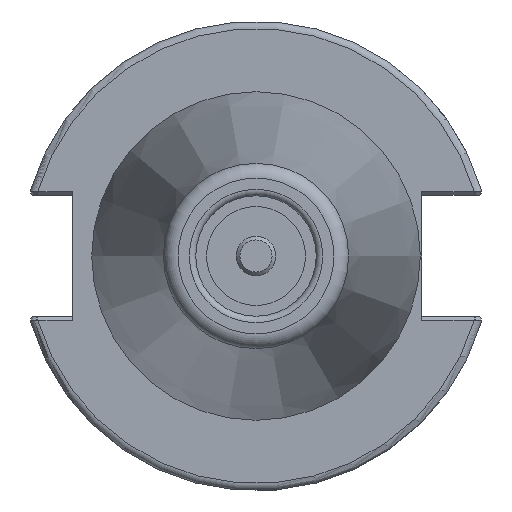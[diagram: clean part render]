
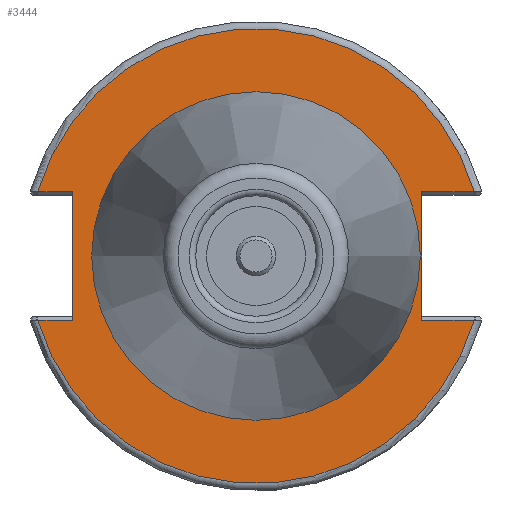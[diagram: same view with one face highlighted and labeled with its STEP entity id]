
A CAD part, left-side view. The second image highlights one B-rep face of the part: STEP entity #3444.
In plain terms, the highlighted planar face has unit normal (-1, 0, 0).
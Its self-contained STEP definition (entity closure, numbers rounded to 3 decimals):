
#104=FACE_BOUND('',#586,.T.);
#208=CIRCLE('',#3733,30.775);
#209=CIRCLE('',#3735,30.775);
#210=CIRCLE('',#3736,22.225);
#211=CIRCLE('',#3737,22.225);
#367=FACE_OUTER_BOUND('',#585,.T.);
#585=EDGE_LOOP('',(#2458,#2459,#2460,#2461,#2462,#2463,#2464,#2465));
#586=EDGE_LOOP('',(#2466,#2467));
#836=LINE('',#5321,#1132);
#838=LINE('',#5389,#1134);
#839=LINE('',#5391,#1135);
#840=LINE('',#5395,#1136);
#841=LINE('',#5397,#1137);
#842=LINE('',#5398,#1138);
#1132=VECTOR('',#4223,10.);
#1134=VECTOR('',#4241,10.);
#1135=VECTOR('',#4242,10.);
#1136=VECTOR('',#4245,10.);
#1137=VECTOR('',#4246,10.);
#1138=VECTOR('',#4247,10.);
#1461=VERTEX_POINT('',#5314);
#1464=VERTEX_POINT('',#5319);
#1470=VERTEX_POINT('',#5367);
#1472=VERTEX_POINT('',#5388);
#1473=VERTEX_POINT('',#5390);
#1474=VERTEX_POINT('',#5392);
#1475=VERTEX_POINT('',#5394);
#1476=VERTEX_POINT('',#5396);
#1477=VERTEX_POINT('',#5399);
#1478=VERTEX_POINT('',#5400);
#1827=EDGE_CURVE('',#1464,#1461,#836,.T.);
#1837=EDGE_CURVE('',#1461,#1470,#208,.T.);
#1840=EDGE_CURVE('',#1464,#1472,#838,.T.);
#1841=EDGE_CURVE('',#1473,#1472,#839,.T.);
#1842=EDGE_CURVE('',#1474,#1473,#209,.T.);
#1843=EDGE_CURVE('',#1475,#1474,#840,.T.);
#1844=EDGE_CURVE('',#1475,#1476,#841,.T.);
#1845=EDGE_CURVE('',#1470,#1476,#842,.T.);
#1846=EDGE_CURVE('',#1477,#1478,#210,.T.);
#1847=EDGE_CURVE('',#1478,#1477,#211,.T.);
#2458=ORIENTED_EDGE('',*,*,#1827,.F.);
#2459=ORIENTED_EDGE('',*,*,#1840,.T.);
#2460=ORIENTED_EDGE('',*,*,#1841,.F.);
#2461=ORIENTED_EDGE('',*,*,#1842,.F.);
#2462=ORIENTED_EDGE('',*,*,#1843,.F.);
#2463=ORIENTED_EDGE('',*,*,#1844,.T.);
#2464=ORIENTED_EDGE('',*,*,#1845,.F.);
#2465=ORIENTED_EDGE('',*,*,#1837,.F.);
#2466=ORIENTED_EDGE('',*,*,#1846,.T.);
#2467=ORIENTED_EDGE('',*,*,#1847,.T.);
#3291=PLANE('',#3734);
#3444=ADVANCED_FACE('',(#367,#104),#3291,.T.);
#3733=AXIS2_PLACEMENT_3D('',#5368,#4237,#4238);
#3734=AXIS2_PLACEMENT_3D('',#5387,#4239,#4240);
#3735=AXIS2_PLACEMENT_3D('',#5393,#4243,#4244);
#3736=AXIS2_PLACEMENT_3D('',#5401,#4248,#4249);
#3737=AXIS2_PLACEMENT_3D('',#5402,#4250,#4251);
#4223=DIRECTION('',(0.,-1.,0.));
#4237=DIRECTION('center_axis',(1.,0.,0.));
#4238=DIRECTION('ref_axis',(0.,0.,-1.));
#4239=DIRECTION('center_axis',(-1.,0.,0.));
#4240=DIRECTION('ref_axis',(0.,0.,1.));
#4241=DIRECTION('',(0.,0.,1.));
#4242=DIRECTION('',(0.,1.,0.));
#4243=DIRECTION('center_axis',(1.,0.,0.));
#4244=DIRECTION('ref_axis',(0.,0.,-1.));
#4245=DIRECTION('',(0.,1.,0.));
#4246=DIRECTION('',(0.,0.,-1.));
#4247=DIRECTION('',(0.,-1.,0.));
#4248=DIRECTION('center_axis',(1.,0.,0.));
#4249=DIRECTION('ref_axis',(0.,0.,-1.));
#4250=DIRECTION('center_axis',(1.,0.,0.));
#4251=DIRECTION('ref_axis',(0.,0.,-1.));
#5314=CARTESIAN_POINT('',(3.175,-29.523,-8.69));
#5319=CARTESIAN_POINT('',(3.175,-22.41,-8.69));
#5321=CARTESIAN_POINT('',(3.175,-4.878,-8.69));
#5367=CARTESIAN_POINT('',(3.175,29.523,-8.69));
#5368=CARTESIAN_POINT('Origin',(3.175,0.,
0.));
#5387=CARTESIAN_POINT('Origin',(3.175,30.775,0.));
#5388=CARTESIAN_POINT('',(3.175,-22.41,8.69));
#5389=CARTESIAN_POINT('',(3.175,-22.41,-4.095));
#5390=CARTESIAN_POINT('',(3.175,-29.523,8.69));
#5391=CARTESIAN_POINT('',(3.175,4.182,8.69));
#5392=CARTESIAN_POINT('',(3.175,29.523,8.69));
#5393=CARTESIAN_POINT('Origin',(3.175,0.,
0.));
#5394=CARTESIAN_POINT('',(3.175,24.8,8.69));
#5395=CARTESIAN_POINT('',(3.175,32.958,8.69));
#5396=CARTESIAN_POINT('',(3.175,24.8,-8.69));
#5397=CARTESIAN_POINT('',(3.175,24.8,4.095));
#5398=CARTESIAN_POINT('',(3.175,27.788,-8.69));
#5399=CARTESIAN_POINT('',(3.175,22.225,0.));
#5400=CARTESIAN_POINT('',(3.175,-22.225,0.));
#5401=CARTESIAN_POINT('Origin',(3.175,0.,
0.));
#5402=CARTESIAN_POINT('Origin',(3.175,0.,
0.));
